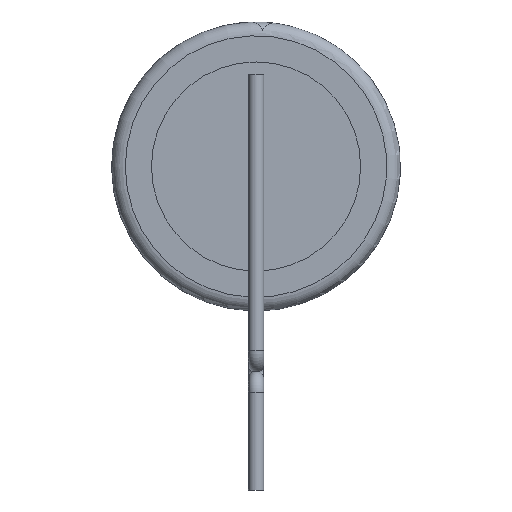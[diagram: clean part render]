
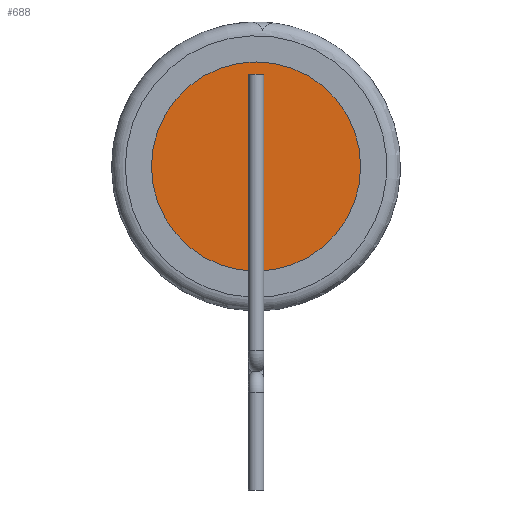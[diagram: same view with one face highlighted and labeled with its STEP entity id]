
A CAD part, left-side view. The second image highlights one B-rep face of the part: STEP entity #688.
In plain terms, the highlighted planar face has unit normal (-1, 0, 0).
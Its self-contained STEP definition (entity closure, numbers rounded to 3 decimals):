
#104=FACE_OUTER_BOUND($,#164,.T.);
#164=EDGE_LOOP($,(#533));
#286=CIRCLE($,#774,3.8);
#331=VERTEX_POINT($,#1189);
#406=EDGE_CURVE($,#331,#331,#286,.T.);
#533=ORIENTED_EDGE($,*,*,#406,.F.);
#649=PLANE($,#776);
#688=ADVANCED_FACE($,(#104),#649,.F.);
#774=AXIS2_PLACEMENT_3D($,#1190,#922,#923);
#776=AXIS2_PLACEMENT_3D($,#1193,#926,#927);
#922=DIRECTION('center_axis',(1.,0.,0.));
#923=DIRECTION('ref_axis',(0.,-1.,0.));
#926=DIRECTION('center_axis',(1.,0.,0.));
#927=DIRECTION('ref_axis',(0.,0.,-1.));
#1189=CARTESIAN_POINT('',(-2.225,3.8,8.15));
#1190=CARTESIAN_POINT('Origin',(-2.225,0.,8.15));
#1193=CARTESIAN_POINT('Origin',(-2.225,0.,8.15));
